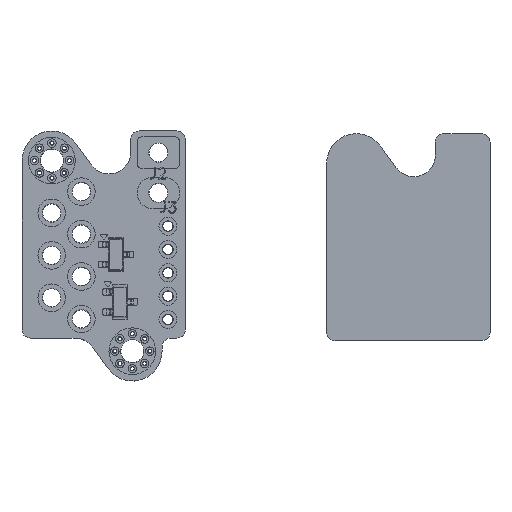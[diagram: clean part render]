
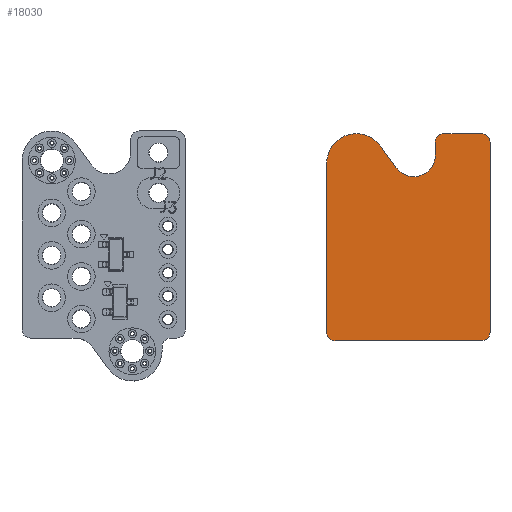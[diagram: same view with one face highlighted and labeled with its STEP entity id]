
A CAD part, top view. The second image highlights one B-rep face of the part: STEP entity #18030.
In plain terms, the highlighted planar face has unit normal (0, 0, 1).
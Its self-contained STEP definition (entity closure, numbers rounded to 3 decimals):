
#17601 = VERTEX_POINT('',#17602);
#17602 = CARTESIAN_POINT('',(150.624,-67.129,0.91));
#17608 = EDGE_CURVE('',#17601,#17609,#17611,.T.);
#17609 = VERTEX_POINT('',#17610);
#17610 = CARTESIAN_POINT('',(151.424,-67.939,0.91));
#17611 = CIRCLE('',#17612,0.8);
#17612 = AXIS2_PLACEMENT_3D('',#17613,#17614,#17615);
#17613 = CARTESIAN_POINT('',(150.624,-67.929,0.91));
#17614 = DIRECTION('',(0.,0.,-1.));
#17615 = DIRECTION('',(0.,1.,0.));
#17641 = EDGE_CURVE('',#17609,#17642,#17644,.T.);
#17642 = VERTEX_POINT('',#17643);
#17643 = CARTESIAN_POINT('',(151.424,-85.85,0.91));
#17644 = LINE('',#17645,#17646);
#17645 = CARTESIAN_POINT('',(151.424,-67.939,0.91));
#17646 = VECTOR('',#17647,1.);
#17647 = DIRECTION('',(0.,-1.,0.));
#17672 = EDGE_CURVE('',#17642,#17673,#17675,.T.);
#17673 = VERTEX_POINT('',#17674);
#17674 = CARTESIAN_POINT('',(150.62,-86.65,0.91));
#17675 = CIRCLE('',#17676,0.8);
#17676 = AXIS2_PLACEMENT_3D('',#17677,#17678,#17679);
#17677 = CARTESIAN_POINT('',(150.624,-85.85,0.91));
#17678 = DIRECTION('',(0.,0.,-1.));
#17679 = DIRECTION('',(1.,0.,0.));
#17705 = EDGE_CURVE('',#17673,#17706,#17708,.T.);
#17706 = VERTEX_POINT('',#17707);
#17707 = CARTESIAN_POINT('',(136.824,-86.65,0.91));
#17708 = LINE('',#17709,#17710);
#17709 = CARTESIAN_POINT('',(150.62,-86.65,0.91));
#17710 = VECTOR('',#17711,1.);
#17711 = DIRECTION('',(-1.,0.,0.));
#17736 = EDGE_CURVE('',#17706,#17737,#17739,.T.);
#17737 = VERTEX_POINT('',#17738);
#17738 = CARTESIAN_POINT('',(136.024,-85.85,0.91));
#17739 = CIRCLE('',#17740,0.8);
#17740 = AXIS2_PLACEMENT_3D('',#17741,#17742,#17743);
#17741 = CARTESIAN_POINT('',(136.824,-85.85,0.91));
#17742 = DIRECTION('',(0.,0.,-1.));
#17743 = DIRECTION('',(0.,-1.,-0.));
#17769 = EDGE_CURVE('',#17737,#17770,#17772,.T.);
#17770 = VERTEX_POINT('',#17771);
#17771 = CARTESIAN_POINT('',(136.024,-69.929,0.91));
#17772 = LINE('',#17773,#17774);
#17773 = CARTESIAN_POINT('',(136.024,-85.85,0.91));
#17774 = VECTOR('',#17775,1.);
#17775 = DIRECTION('',(0.,1.,0.));
#17800 = EDGE_CURVE('',#17770,#17801,#17803,.T.);
#17801 = VERTEX_POINT('',#17802);
#17802 = CARTESIAN_POINT('',(141.104,-68.303,0.91));
#17803 = CIRCLE('',#17804,2.8);
#17804 = AXIS2_PLACEMENT_3D('',#17805,#17806,#17807);
#17805 = CARTESIAN_POINT('',(138.824,-69.929,0.91));
#17806 = DIRECTION('',(0.,0.,-1.));
#17807 = DIRECTION('',(-1.,0.,0.));
#17833 = EDGE_CURVE('',#17801,#17834,#17836,.T.);
#17834 = VERTEX_POINT('',#17835);
#17835 = CARTESIAN_POINT('',(142.56,-70.328,0.91));
#17836 = LINE('',#17837,#17838);
#17837 = CARTESIAN_POINT('',(141.104,-68.303,0.91));
#17838 = VECTOR('',#17839,1.);
#17839 = DIRECTION('',(0.584,-0.812,0.));
#17864 = EDGE_CURVE('',#17834,#17865,#17867,.T.);
#17865 = VERTEX_POINT('',#17866);
#17866 = CARTESIAN_POINT('',(142.56,-70.328,0.91));
#17867 = LINE('',#17868,#17869);
#17868 = CARTESIAN_POINT('',(142.56,-70.328,0.91));
#17869 = VECTOR('',#17870,1.);
#17870 = DIRECTION('',(0.811,0.585,0.));
#17895 = EDGE_CURVE('',#17865,#17896,#17898,.T.);
#17896 = VERTEX_POINT('',#17897);
#17897 = CARTESIAN_POINT('',(146.274,-69.132,0.91));
#17898 = CIRCLE('',#17899,2.05);
#17899 = AXIS2_PLACEMENT_3D('',#17900,#17901,#17902);
#17900 = CARTESIAN_POINT('',(144.224,-69.132,0.91));
#17901 = DIRECTION('',(0.,0.,1.));
#17902 = DIRECTION('',(-0.812,-0.584,0.));
#17928 = EDGE_CURVE('',#17896,#17929,#17931,.T.);
#17929 = VERTEX_POINT('',#17930);
#17930 = CARTESIAN_POINT('',(146.274,-67.929,0.91));
#17931 = LINE('',#17932,#17933);
#17932 = CARTESIAN_POINT('',(146.274,-69.132,0.91));
#17933 = VECTOR('',#17934,1.);
#17934 = DIRECTION('',(0.,1.,0.));
#17959 = EDGE_CURVE('',#17929,#17960,#17962,.T.);
#17960 = VERTEX_POINT('',#17961);
#17961 = CARTESIAN_POINT('',(147.074,-67.129,0.91));
#17962 = CIRCLE('',#17963,0.8);
#17963 = AXIS2_PLACEMENT_3D('',#17964,#17965,#17966);
#17964 = CARTESIAN_POINT('',(147.074,-67.928,0.91));
#17965 = DIRECTION('',(0.,0.,-1.));
#17966 = DIRECTION('',(-1.,0.,-0.));
#17992 = EDGE_CURVE('',#17960,#17601,#17993,.T.);
#17993 = LINE('',#17994,#17995);
#17994 = CARTESIAN_POINT('',(147.074,-67.129,0.91));
#17995 = VECTOR('',#17996,1.);
#17996 = DIRECTION('',(1.,0.,0.));
#18030 = ADVANCED_FACE('',(#18031),#18046,.T.);
#18031 = FACE_BOUND('',#18032,.F.);
#18032 = EDGE_LOOP('',(#18033,#18034,#18035,#18036,#18037,#18038,#18039,
    #18040,#18041,#18042,#18043,#18044,#18045));
#18033 = ORIENTED_EDGE('',*,*,#17608,.T.);
#18034 = ORIENTED_EDGE('',*,*,#17641,.T.);
#18035 = ORIENTED_EDGE('',*,*,#17672,.T.);
#18036 = ORIENTED_EDGE('',*,*,#17705,.T.);
#18037 = ORIENTED_EDGE('',*,*,#17736,.T.);
#18038 = ORIENTED_EDGE('',*,*,#17769,.T.);
#18039 = ORIENTED_EDGE('',*,*,#17800,.T.);
#18040 = ORIENTED_EDGE('',*,*,#17833,.T.);
#18041 = ORIENTED_EDGE('',*,*,#17864,.T.);
#18042 = ORIENTED_EDGE('',*,*,#17895,.T.);
#18043 = ORIENTED_EDGE('',*,*,#17928,.T.);
#18044 = ORIENTED_EDGE('',*,*,#17959,.T.);
#18045 = ORIENTED_EDGE('',*,*,#17992,.T.);
#18046 = PLANE('',#18047);
#18047 = AXIS2_PLACEMENT_3D('',#18048,#18049,#18050);
#18048 = CARTESIAN_POINT('',(0.,0.,0.91));
#18049 = DIRECTION('',(0.,0.,1.));
#18050 = DIRECTION('',(1.,0.,-0.));
